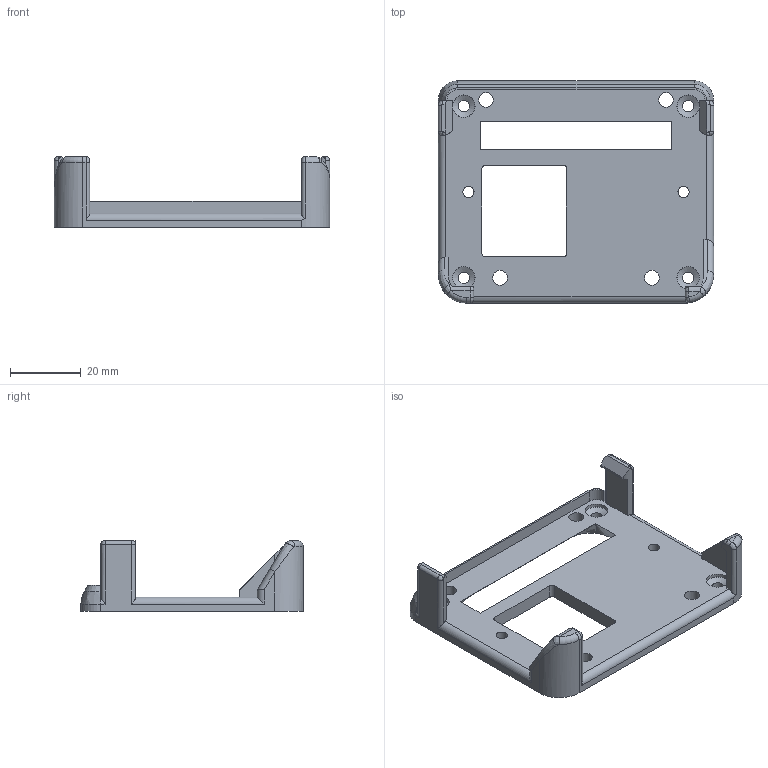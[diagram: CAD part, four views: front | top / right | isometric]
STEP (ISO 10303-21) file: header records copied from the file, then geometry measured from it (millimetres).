
FILE_DESCRIPTION(/* description */ ('','CAx-IF Rec.Pracs.---Representation and Presentation of Product Manufacturing Information (PMI)---4.0---2014-10-13'),/* implementation_level */ '2;1');
FILE_NAME(/* name */ 'WIO Holder A3.step',/* time_stamp */ '2024-12-09T08:12:56-07:00',/* author */ (''),/* organization */ (''),/* preprocessor_version */ 'ST-DEVELOPER v20',/* originating_system */ 'Autodesk Translation Framework v13.20.0.188',/* authorisation */ '');
FILE_SCHEMA (('AP242_MANAGED_MODEL_BASED_3D_ENGINEERING_MIM_LF { 1 0 10303 442 1 1 4 }'));
Length unit declared in the file: millimetre
Products named in the file (1): WIO Holder
Bounding box: 78 x 63 x 20 mm (x, y, z)
Volume: 16180.1 mm3; surface area: 11674.7 mm2
Topology: 1 solids, 1 shells, 135 faces, 355 edges, 223 vertices
Faces by surface type: cylinder 56, plane 50, bspline 21, cone 6, torus 2
Full cylindrical faces by diameter (mm): 3.2 x6, 4.2 x4, 6.4 x4
Entity records: 4659 total; most frequent: CARTESIAN_POINT 1276, ORIENTED_EDGE 704, DIRECTION 692, EDGE_CURVE 352, AXIS2_PLACEMENT_3D 253, VERTEX_POINT 223, LINE 186, VECTOR 186
